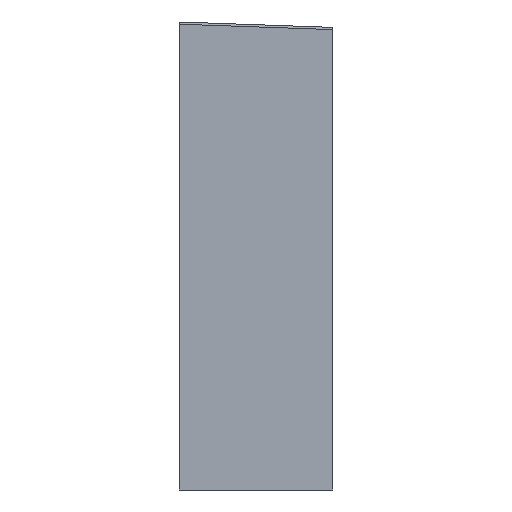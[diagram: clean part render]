
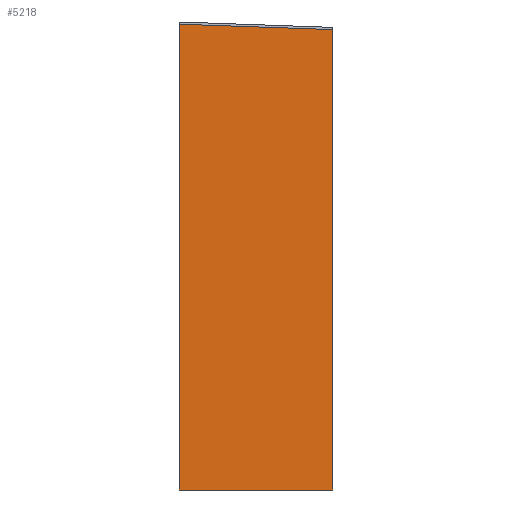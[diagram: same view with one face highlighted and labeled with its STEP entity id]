
A CAD part, left-side view. The second image highlights one B-rep face of the part: STEP entity #5218.
In plain terms, the highlighted planar face has unit normal (-1, -0.018, 0).
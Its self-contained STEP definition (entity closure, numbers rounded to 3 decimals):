
#87 = EDGE_LOOP ( 'NONE', ( #7203, #1326, #4795, #3502 ) ) ;
#631 = CARTESIAN_POINT ( 'NONE',  ( -292.556, -140., 213. ) ) ;
#678 = DIRECTION ( 'NONE',  ( -1., -0.017, 0. ) ) ;
#1250 = CARTESIAN_POINT ( 'NONE',  ( -295.001, 0.07, 211.002 ) ) ;
#1326 = ORIENTED_EDGE ( 'NONE', *, *, #3395, .T. ) ;
#1960 = DIRECTION ( 'NONE',  ( 0.017, -1., 0. ) ) ;
#1990 = VECTOR ( 'NONE', #5229, 1000. ) ;
#2003 = FACE_OUTER_BOUND ( 'NONE', #87, .T. ) ;
#2008 = CARTESIAN_POINT ( 'NONE',  ( -295., 0., 213. ) ) ;
#2292 = CARTESIAN_POINT ( 'NONE',  ( -292.417, -147.955, -213. ) ) ;
#2429 = VECTOR ( 'NONE', #4140, 1000. ) ;
#2825 = VERTEX_POINT ( 'NONE', #4796 ) ;
#3395 = EDGE_CURVE ( 'NONE', #2825, #7707, #4947, .T. ) ;
#3502 = ORIENTED_EDGE ( 'NONE', *, *, #7061, .F. ) ;
#3973 = LINE ( 'NONE', #1250, #6434 ) ;
#4029 = EDGE_CURVE ( 'NONE', #7707, #8369, #3973, .T. ) ;
#4140 = DIRECTION ( 'NONE',  ( 0., 0., 1. ) ) ;
#4284 = DIRECTION ( 'NONE',  ( 0., 0., 1. ) ) ;
#4795 = ORIENTED_EDGE ( 'NONE', *, *, #4029, .T. ) ;
#4796 = CARTESIAN_POINT ( 'NONE',  ( -292.556, -140., -213. ) ) ;
#4885 = VECTOR ( 'NONE', #4284, 1000. ) ;
#4947 = LINE ( 'NONE', #631, #2429 ) ;
#4951 = LINE ( 'NONE', #2008, #4885 ) ;
#5218 = ADVANCED_FACE ( 'NONE', ( #2003 ), #5614, .T. ) ;
#5229 = DIRECTION ( 'NONE',  ( -0.017, 1., 0. ) ) ;
#5614 = PLANE ( 'NONE',  #8761 ) ;
#6179 = EDGE_CURVE ( 'NONE', #2825, #7956, #8092, .T. ) ;
#6434 = VECTOR ( 'NONE', #8539, 1000. ) ;
#6650 = CARTESIAN_POINT ( 'NONE',  ( -295., 0., -213. ) ) ;
#7061 = EDGE_CURVE ( 'NONE', #7956, #8369, #4951, .T. ) ;
#7203 = ORIENTED_EDGE ( 'NONE', *, *, #6179, .F. ) ;
#7707 = VERTEX_POINT ( 'NONE', #9314 ) ;
#7940 = CARTESIAN_POINT ( 'NONE',  ( -295., 0., 211. ) ) ;
#7956 = VERTEX_POINT ( 'NONE', #6650 ) ;
#8092 = LINE ( 'NONE', #2292, #1990 ) ;
#8369 = VERTEX_POINT ( 'NONE', #7940 ) ;
#8536 = CARTESIAN_POINT ( 'NONE',  ( -295., 0., 213. ) ) ;
#8539 = DIRECTION ( 'NONE',  ( -0.017, 0.999, 0.035 ) ) ;
#8761 = AXIS2_PLACEMENT_3D ( 'NONE', #8536, #678, #1960 ) ;
#9314 = CARTESIAN_POINT ( 'NONE',  ( -292.556, -140., 206.111 ) ) ;
